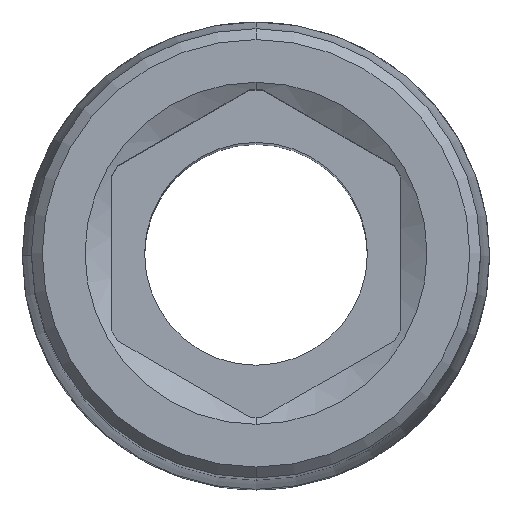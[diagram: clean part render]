
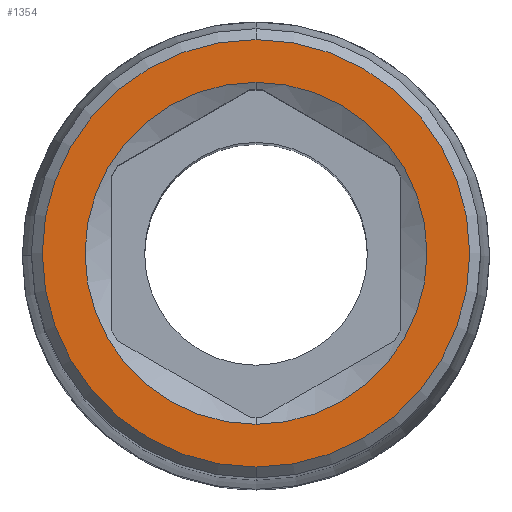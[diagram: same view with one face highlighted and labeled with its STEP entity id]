
A CAD part, top view. The second image highlights one B-rep face of the part: STEP entity #1354.
In plain terms, the highlighted planar face has unit normal (0, 0, 1).
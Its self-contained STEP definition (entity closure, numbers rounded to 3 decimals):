
#389=CARTESIAN_POINT('',(0.,0.,48.));
#390=DIRECTION('',(0.,0.,-1.));
#391=DIRECTION('',(0.,1.,0.));
#392=AXIS2_PLACEMENT_3D('',#389,#390,#391);
#394=CARTESIAN_POINT('',(0.,0.,48.));
#395=DIRECTION('',(0.,0.,-1.));
#396=DIRECTION('',(0.,-1.,0.));
#397=AXIS2_PLACEMENT_3D('',#394,#395,#396);
#399=CARTESIAN_POINT('',(0.,0.,48.));
#400=DIRECTION('',(0.,0.,1.));
#401=DIRECTION('',(0.,-1.,0.));
#402=AXIS2_PLACEMENT_3D('',#399,#400,#401);
#404=CARTESIAN_POINT('',(0.,0.,48.));
#405=DIRECTION('',(0.,0.,1.));
#406=DIRECTION('',(0.,1.,0.));
#407=AXIS2_PLACEMENT_3D('',#404,#405,#406);
#1005=CARTESIAN_POINT('',(0.,4.72,48.));
#1006=CARTESIAN_POINT('',(0.,-4.72,48.));
#1007=VERTEX_POINT('',#1005);
#1008=VERTEX_POINT('',#1006);
#1009=CARTESIAN_POINT('',(0.,-5.9,48.));
#1010=CARTESIAN_POINT('',(0.,5.9,48.));
#1011=VERTEX_POINT('',#1009);
#1012=VERTEX_POINT('',#1010);
#1338=CARTESIAN_POINT('',(0.,0.,48.));
#1339=DIRECTION('',(0.,0.,1.));
#1340=DIRECTION('',(0.,1.,0.));
#1341=AXIS2_PLACEMENT_3D('',#1338,#1339,#1340);
#1342=PLANE('',#1341);
#1343=ORIENTED_EDGE('',*,*,#1328,.F.);
#1345=ORIENTED_EDGE('',*,*,#1344,.F.);
#1346=EDGE_LOOP('',(#1343,#1345));
#1347=FACE_OUTER_BOUND('',#1346,.F.);
#1349=ORIENTED_EDGE('',*,*,#1348,.F.);
#1351=ORIENTED_EDGE('',*,*,#1350,.F.);
#1352=EDGE_LOOP('',(#1349,#1351));
#1353=FACE_BOUND('',#1352,.F.);
#1354=ADVANCED_FACE('',(#1347,#1353),#1342,.T.);
#393=CIRCLE('',#392,4.72);
#398=CIRCLE('',#397,4.72);
#403=CIRCLE('',#402,5.9);
#408=CIRCLE('',#407,5.9);
#1328=EDGE_CURVE('',#1011,#1012,#403,.T.);
#1344=EDGE_CURVE('',#1012,#1011,#408,.T.);
#1348=EDGE_CURVE('',#1007,#1008,#393,.T.);
#1350=EDGE_CURVE('',#1008,#1007,#398,.T.);
